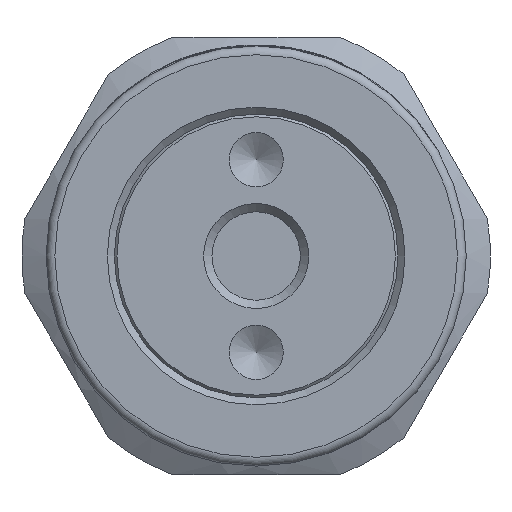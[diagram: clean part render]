
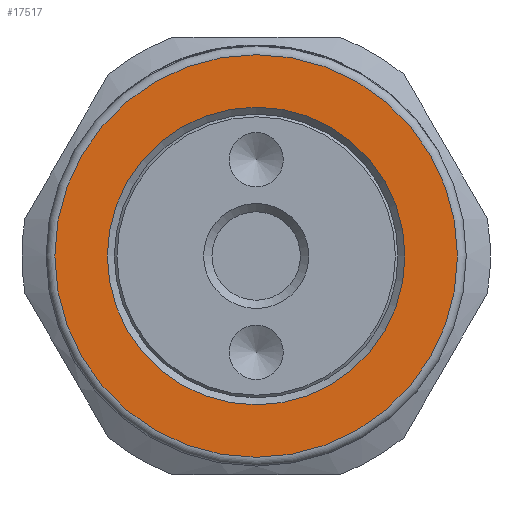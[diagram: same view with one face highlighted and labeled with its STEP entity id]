
A CAD part, left-side view. The second image highlights one B-rep face of the part: STEP entity #17517.
In plain terms, the highlighted planar face has unit normal (-1, 0, 0).
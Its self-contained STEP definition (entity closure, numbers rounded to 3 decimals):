
#17031=CARTESIAN_POINT('',(-136.0,-17.,0.0));
#17032=VERTEX_POINT('',#17031);
#17033=CARTESIAN_POINT('',(-136.0,0.,0.0));
#17034=DIRECTION('',(1.0,0.0,0.0));
#17035=DIRECTION('',(0.0,-1.0,0.0));
#17036=AXIS2_PLACEMENT_3D('',#17033,#17034,#17035);
#17037=CIRCLE('',#17036,17.);
#17038=EDGE_CURVE('',#17032,#17032,#17037,.T.);
#17498=CARTESIAN_POINT('',(-136.0,18.5,0.0));
#17499=DIRECTION('',(-1.0,0.0,0.0));
#17500=DIRECTION('',(0.0,0.0,1.0));
#17501=AXIS2_PLACEMENT_3D('',#17498,#17499,#17500);
#17502=PLANE('',#17501);
#17503=CARTESIAN_POINT('',(-136.0,23.,0.));
#17504=VERTEX_POINT('',#17503);
#17505=CARTESIAN_POINT('',(-136.0,0.,0.0));
#17506=DIRECTION('',(1.0,0.0,0.0));
#17507=DIRECTION('',(0.0,-1.0,0.0));
#17508=AXIS2_PLACEMENT_3D('',#17505,#17506,#17507);
#17509=CIRCLE('',#17508,23.);
#17510=EDGE_CURVE('',#17504,#17504,#17509,.T.);
#17511=ORIENTED_EDGE('',*,*,#17510,.F.);
#17512=EDGE_LOOP('',(#17511));
#17513=FACE_OUTER_BOUND('',#17512,.T.);
#17514=ORIENTED_EDGE('',*,*,#17038,.T.);
#17515=EDGE_LOOP('',(#17514));
#17516=FACE_BOUND('',#17515,.T.);
#17517=ADVANCED_FACE('',(#17513,#17516),#17502,.T.);
